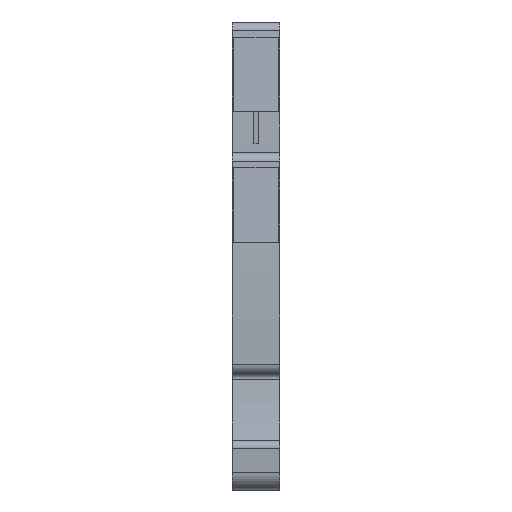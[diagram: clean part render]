
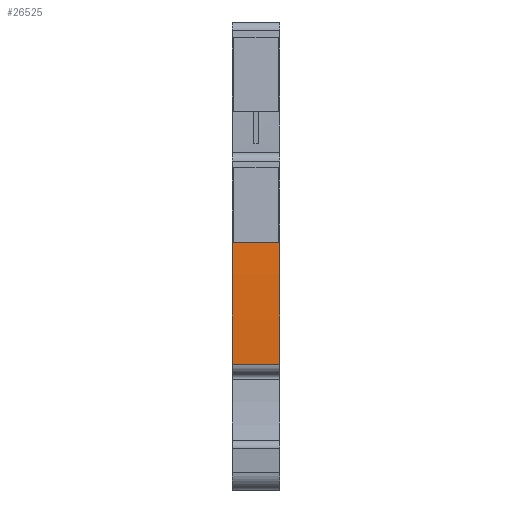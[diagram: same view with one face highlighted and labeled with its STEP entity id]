
A CAD part, front view. The second image highlights one B-rep face of the part: STEP entity #26525.
In plain terms, the highlighted cylindrical face has radius 151.052 mm (diameter 302.104 mm), a partial arc.
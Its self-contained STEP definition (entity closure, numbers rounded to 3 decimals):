
#7267=AXIS2_PLACEMENT_3D('Circle Axis2P3D',#7265,#7266,$) ;
#7274=AXIS2_PLACEMENT_3D('Circle Axis2P3D',#7272,#7273,$) ;
#26496=AXIS2_PLACEMENT_3D('Cylinder Axis2P3D',#26493,#26494,#26495) ;
#26500=AXIS2_PLACEMENT_3D('Circle Axis2P3D',#26498,#26499,$) ;
#26507=AXIS2_PLACEMENT_3D('Circle Axis2P3D',#26505,#26506,$) ;
#7262=CARTESIAN_POINT('Vertex',(0.,1.529,13.426)) ;
#7265=CARTESIAN_POINT('Axis2P3D Location',(0.,2.529,13.45)) ;
#7269=CARTESIAN_POINT('Vertex',(0.,1.528,13.45)) ;
#7272=CARTESIAN_POINT('Axis2P3D Location',(0.,152.538,17.05)) ;
#7276=CARTESIAN_POINT('Vertex',(0.,1.887,28.054)) ;
#26478=CARTESIAN_POINT('Vertex',(5.1,1.529,13.426)) ;
#26481=CARTESIAN_POINT('Line Origine',(4.49,1.529,13.426)) ;
#26493=CARTESIAN_POINT('Axis2P3D Location',(2.55,152.538,17.05)) ;
#26498=CARTESIAN_POINT('Axis2P3D Location',(5.1,152.538,17.05)) ;
#26502=CARTESIAN_POINT('Vertex',(5.1,1.528,13.45)) ;
#26505=CARTESIAN_POINT('Axis2P3D Location',(5.1,152.538,17.05)) ;
#26509=CARTESIAN_POINT('Vertex',(5.1,1.887,28.054)) ;
#26512=CARTESIAN_POINT('Line Origine',(2.55,1.887,28.054)) ;
#7266=DIRECTION('Axis2P3D Direction',(1.,0.,0.)) ;
#7273=DIRECTION('Axis2P3D Direction',(1.,0.,0.)) ;
#26482=DIRECTION('Vector Direction',(1.,0.,0.)) ;
#26494=DIRECTION('Axis2P3D Direction',(1.,0.,0.)) ;
#26495=DIRECTION('Axis2P3D XDirection',(0.,-0.996,0.089)) ;
#26499=DIRECTION('Axis2P3D Direction',(1.,0.,0.)) ;
#26506=DIRECTION('Axis2P3D Direction',(1.,0.,0.)) ;
#26513=DIRECTION('Vector Direction',(1.,0.,0.)) ;
#26483=VECTOR('Line Direction',#26482,1.) ;
#26514=VECTOR('Line Direction',#26513,1.) ;
#26518=ORIENTED_EDGE('',*,*,#7278,.T.) ;
#26519=ORIENTED_EDGE('',*,*,#7271,.T.) ;
#26520=ORIENTED_EDGE('',*,*,#26485,.T.) ;
#26521=ORIENTED_EDGE('',*,*,#26504,.F.) ;
#26522=ORIENTED_EDGE('',*,*,#26511,.F.) ;
#26523=ORIENTED_EDGE('',*,*,#26516,.F.) ;
#26525=ADVANCED_FACE('MLD',(#26524),#26497,.T.) ;
#7268=CIRCLE('generated circle',#7267,1.) ;
#7275=CIRCLE('generated circle',#7274,151.052) ;
#26501=CIRCLE('generated circle',#26500,151.052) ;
#26508=CIRCLE('generated circle',#26507,151.052) ;
#26497=CYLINDRICAL_SURFACE('generated cylinder',#26496,151.052) ;
#7271=EDGE_CURVE('',#7270,#7263,#7268,.T.) ;
#7278=EDGE_CURVE('',#7277,#7270,#7275,.T.) ;
#26485=EDGE_CURVE('',#7263,#26479,#26484,.T.) ;
#26504=EDGE_CURVE('',#26503,#26479,#26501,.T.) ;
#26511=EDGE_CURVE('',#26510,#26503,#26508,.T.) ;
#26516=EDGE_CURVE('',#7277,#26510,#26515,.T.) ;
#26517=EDGE_LOOP('',(#26518,#26519,#26520,#26521,#26522,#26523)) ;
#26524=FACE_OUTER_BOUND('',#26517,.T.) ;
#26484=LINE('Line',#26481,#26483) ;
#26515=LINE('Line',#26512,#26514) ;
#7263=VERTEX_POINT('',#7262) ;
#7270=VERTEX_POINT('',#7269) ;
#7277=VERTEX_POINT('',#7276) ;
#26479=VERTEX_POINT('',#26478) ;
#26503=VERTEX_POINT('',#26502) ;
#26510=VERTEX_POINT('',#26509) ;
